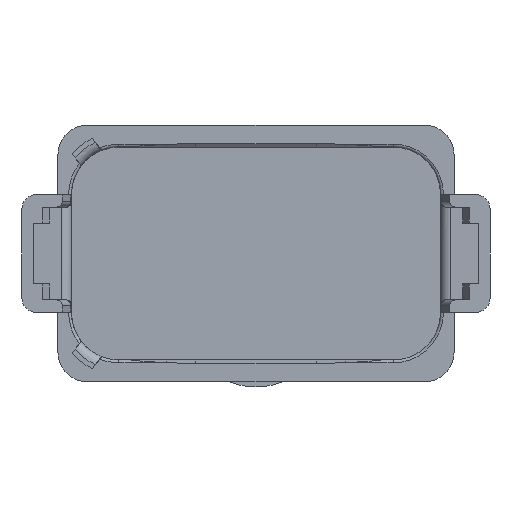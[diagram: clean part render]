
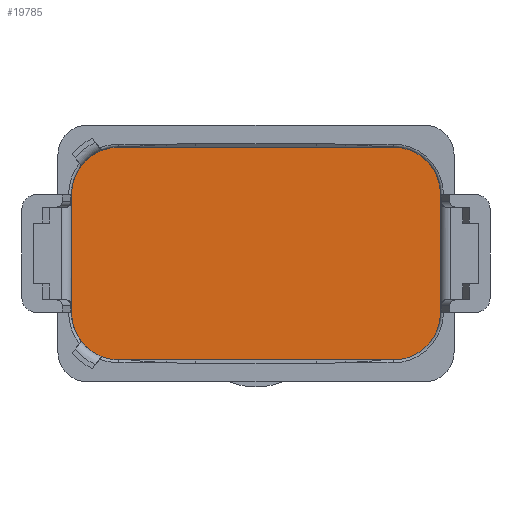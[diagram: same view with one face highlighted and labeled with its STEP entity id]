
A CAD part, front view. The second image highlights one B-rep face of the part: STEP entity #19785.
In plain terms, the highlighted planar face has unit normal (0, -1, 0).
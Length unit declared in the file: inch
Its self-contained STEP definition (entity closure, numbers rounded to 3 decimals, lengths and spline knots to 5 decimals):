
#1832=CARTESIAN_POINT('',(-0.46654,0.96457,
-0.20079));
#1833=DIRECTION('',(0.,-1.,0.));
#1834=DIRECTION('',(-1.,0.,0.));
#1835=AXIS2_PLACEMENT_3D('',#1832,#1833,#1834);
#1837=DIRECTION('',(0.,0.,-1.));
#1838=VECTOR('',#1837,0.40157);
#1839=CARTESIAN_POINT('',(-0.62795,0.96457,
0.20079));
#1840=LINE('',#1839,#1838);
#1841=CARTESIAN_POINT('',(-0.46654,0.96457,
0.20079));
#1842=DIRECTION('',(0.,-1.,0.));
#1843=DIRECTION('',(0.,0.,1.));
#1844=AXIS2_PLACEMENT_3D('',#1841,#1842,#1843);
#1846=DIRECTION('',(-1.,0.,0.));
#1847=VECTOR('',#1846,0.93307);
#1848=CARTESIAN_POINT('',(0.46654,0.96457,
0.3622));
#1849=LINE('',#1848,#1847);
#1850=CARTESIAN_POINT('',(0.46654,0.96457,
0.20079));
#1851=DIRECTION('',(0.,-1.,0.));
#1852=DIRECTION('',(1.,0.,0.));
#1853=AXIS2_PLACEMENT_3D('',#1850,#1851,#1852);
#1855=DIRECTION('',(0.,0.,1.));
#1856=VECTOR('',#1855,0.40157);
#1857=CARTESIAN_POINT('',(0.62795,0.96457,
-0.20079));
#1858=LINE('',#1857,#1856);
#1859=CARTESIAN_POINT('',(0.46654,0.96457,
-0.20079));
#1860=DIRECTION('',(0.,-1.,0.));
#1861=DIRECTION('',(0.,0.,-1.));
#1862=AXIS2_PLACEMENT_3D('',#1859,#1860,#1861);
#1864=DIRECTION('',(1.,0.,0.));
#1865=VECTOR('',#1864,0.93307);
#1866=CARTESIAN_POINT('',(-0.46654,0.96457,
-0.3622));
#1867=LINE('',#1866,#1865);
#13437=CARTESIAN_POINT('',(-0.62795,0.96457,
-0.20079));
#13438=CARTESIAN_POINT('',(-0.46654,0.96457,
-0.3622));
#13439=VERTEX_POINT('',#13437);
#13440=VERTEX_POINT('',#13438);
#13441=CARTESIAN_POINT('',(0.46654,0.96457,
-0.3622));
#13442=CARTESIAN_POINT('',(0.62795,0.96457,
-0.20079));
#13443=VERTEX_POINT('',#13441);
#13444=VERTEX_POINT('',#13442);
#13445=CARTESIAN_POINT('',(0.62795,0.96457,
0.20079));
#13446=CARTESIAN_POINT('',(0.46654,0.96457,
0.3622));
#13447=VERTEX_POINT('',#13445);
#13448=VERTEX_POINT('',#13446);
#13449=CARTESIAN_POINT('',(-0.46654,0.96457,
0.3622));
#13450=CARTESIAN_POINT('',(-0.62795,0.96457,
0.20079));
#13451=VERTEX_POINT('',#13449);
#13452=VERTEX_POINT('',#13450);
#19769=CARTESIAN_POINT('',(0.,0.96457,0.));
#19770=DIRECTION('',(0.,-1.,0.));
#19771=DIRECTION('',(-1.,0.,0.));
#19772=AXIS2_PLACEMENT_3D('',#19769,#19770,#19771);
#19773=PLANE('',#19772);
#19774=ORIENTED_EDGE('',*,*,#18035,.F.);
#19775=ORIENTED_EDGE('',*,*,#18089,.F.);
#19776=ORIENTED_EDGE('',*,*,#18763,.F.);
#19778=ORIENTED_EDGE('',*,*,#19777,.F.);
#19779=ORIENTED_EDGE('',*,*,#18977,.F.);
#19780=ORIENTED_EDGE('',*,*,#18997,.F.);
#19781=ORIENTED_EDGE('',*,*,#19630,.F.);
#19782=ORIENTED_EDGE('',*,*,#19654,.F.);
#19783=EDGE_LOOP('',(#19774,#19775,#19776,#19778,#19779,#19780,#19781,#19782));
#19784=FACE_OUTER_BOUND('',#19783,.F.);
#19785=ADVANCED_FACE('',(#19784),#19773,.T.);
#1836=CIRCLE('',#1835,0.16142);
#1845=CIRCLE('',#1844,0.16142);
#1854=CIRCLE('',#1853,0.16142);
#1863=CIRCLE('',#1862,0.16142);
#18035=EDGE_CURVE('',#13439,#13440,#1836,.T.);
#18089=EDGE_CURVE('',#13452,#13439,#1840,.T.);
#18763=EDGE_CURVE('',#13451,#13452,#1845,.T.);
#18977=EDGE_CURVE('',#13447,#13448,#1854,.T.);
#18997=EDGE_CURVE('',#13444,#13447,#1858,.T.);
#19630=EDGE_CURVE('',#13443,#13444,#1863,.T.);
#19654=EDGE_CURVE('',#13440,#13443,#1867,.T.);
#19777=EDGE_CURVE('',#13448,#13451,#1849,.T.);
